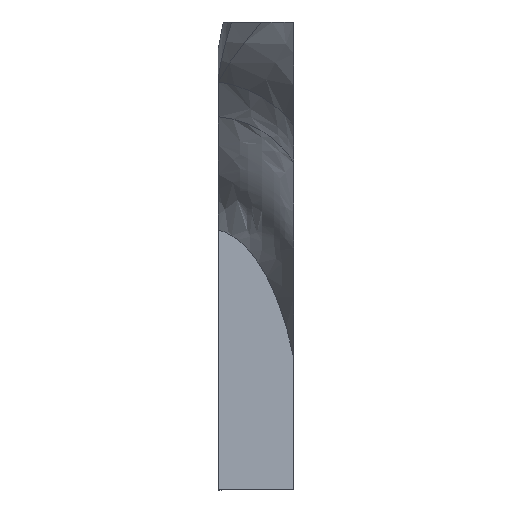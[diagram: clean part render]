
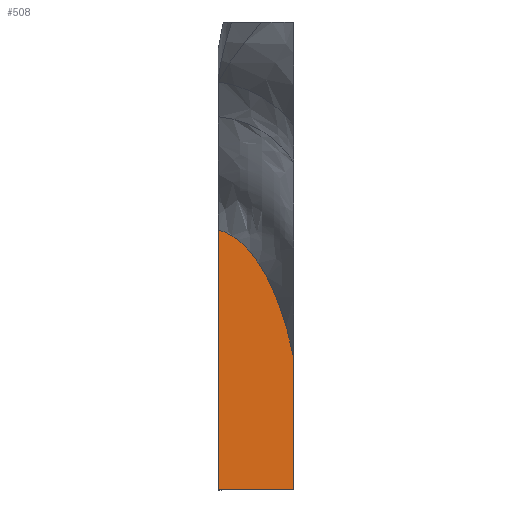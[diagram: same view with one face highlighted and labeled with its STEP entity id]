
A CAD part, top view. The second image highlights one B-rep face of the part: STEP entity #508.
In plain terms, the highlighted planar face has unit normal (0, 0.009, 1).
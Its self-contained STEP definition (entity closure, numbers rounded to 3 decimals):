
#55=B_SPLINE_CURVE_WITH_KNOTS('',3,(#1365,#1366,#1367,#1368,#1369,#1370,
#1371,#1372,#1373,#1374,#1375,#1376,#1377),.UNSPECIFIED.,.F.,.F.,(4,1,1,
1,1,1,1,1,1,1,4),(0.,0.005,0.01,0.015,
0.021,0.026,0.031,0.041,
0.051,0.062,0.082),.UNSPECIFIED.);
#157=ORIENTED_EDGE('',*,*,#277,.T.);
#158=ORIENTED_EDGE('',*,*,#278,.T.);
#159=ORIENTED_EDGE('',*,*,#279,.F.);
#160=ORIENTED_EDGE('',*,*,#280,.T.);
#277=EDGE_CURVE('',#336,#337,#369,.T.);
#278=EDGE_CURVE('',#337,#338,#55,.F.);
#279=EDGE_CURVE('',#339,#338,#370,.F.);
#280=EDGE_CURVE('',#339,#336,#371,.T.);
#336=VERTEX_POINT('',#1363);
#337=VERTEX_POINT('',#1364);
#338=VERTEX_POINT('',#1378);
#339=VERTEX_POINT('',#1380);
#369=LINE('',#1362,#404);
#370=LINE('',#1379,#405);
#371=LINE('',#1381,#406);
#404=VECTOR('',#593,1000.);
#405=VECTOR('',#594,1000.);
#406=VECTOR('',#595,1000.);
#434=EDGE_LOOP('',(#157,#158,#159,#160));
#463=FACE_BOUND('',#434,.T.);
#483=PLANE('',#541);
#508=ADVANCED_FACE('',(#463),#483,.T.);
#541=AXIS2_PLACEMENT_3D('',#1361,#591,#592);
#591=DIRECTION('',(0.,0.009,1.));
#592=DIRECTION('',(0.,-1.,0.009));
#593=DIRECTION('',(0.,1.,-0.009));
#594=DIRECTION('',(0.,-1.,0.009));
#595=DIRECTION('',(1.,0.,0.));
#1361=CARTESIAN_POINT('',(-225.,401.673,110.631));
#1362=CARTESIAN_POINT('',(-230.,401.673,110.631));
#1363=CARTESIAN_POINT('',(-230.,479.84,109.934));
#1364=CARTESIAN_POINT('',(-230.,550.179,109.306));
#1365=CARTESIAN_POINT('',(-270.,617.724,108.704));
#1366=CARTESIAN_POINT('',(-268.308,617.313,108.708));
#1367=CARTESIAN_POINT('',(-265.101,616.121,108.718));
#1368=CARTESIAN_POINT('',(-260.658,613.415,108.742));
#1369=CARTESIAN_POINT('',(-256.714,610.097,108.772));
#1370=CARTESIAN_POINT('',(-253.198,606.364,108.805));
#1371=CARTESIAN_POINT('',(-250.011,602.272,108.842));
#1372=CARTESIAN_POINT('',(-246.236,596.578,108.893));
#1373=CARTESIAN_POINT('',(-242.209,589.082,108.959));
#1374=CARTESIAN_POINT('',(-238.182,579.604,109.044));
#1375=CARTESIAN_POINT('',(-233.764,566.688,109.159));
#1376=CARTESIAN_POINT('',(-231.332,556.823,109.247));
#1377=CARTESIAN_POINT('',(-230.,550.179,109.306));
#1378=CARTESIAN_POINT('',(-270.,617.724,108.704));
#1379=CARTESIAN_POINT('',(-270.,401.673,110.631));
#1380=CARTESIAN_POINT('',(-270.,479.84,109.934));
#1381=CARTESIAN_POINT('',(-225.,479.84,109.934));
